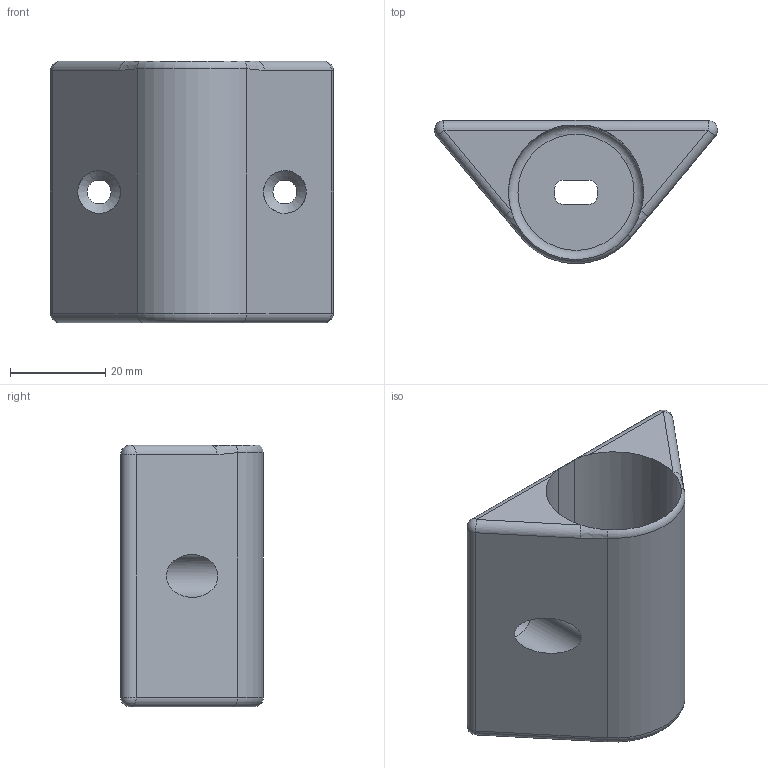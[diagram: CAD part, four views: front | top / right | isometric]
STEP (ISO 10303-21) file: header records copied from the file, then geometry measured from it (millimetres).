
FILE_DESCRIPTION( ( '' ), ' ' );
FILE_NAME( '5e9fd9b119412915cf617674.step', '2020-04-22T05:44:18', ( '' ), ( '' ), ' ', ' ', ' ' );
FILE_SCHEMA( ( 'AUTOMOTIVE_DESIGN { 1 0 10303 214 1 1 1 1 }' ) );
Length unit declared in the file: metre
Products named in the file (1): Fitting
Bounding box: 59.47 x 29.95 x 55 mm (x, y, z)
Volume: 28022.6 mm3; surface area: 15228.5 mm2
Topology: 1 solids, 1 shells, 41 faces, 102 edges, 59 vertices
Faces by surface type: cylinder 18, plane 12, sphere 4, torus 3, bspline 2, cone 2
Full cylindrical faces by diameter (mm): 5 x2, 9 x2
Entity records: 1695 total; most frequent: CARTESIAN_POINT 428, DIRECTION 206, ORIENTED_EDGE 174, EDGE_CURVE 87, AXIS2_PLACEMENT_3D 84, VERTEX_POINT 55, EDGE_LOOP 54, FACE_OUTER_BOUND 46
